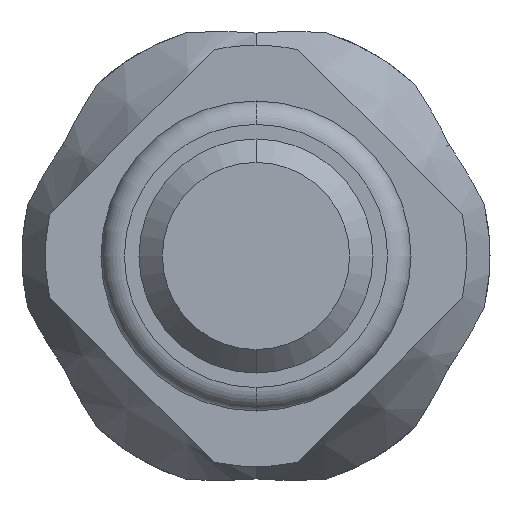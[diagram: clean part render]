
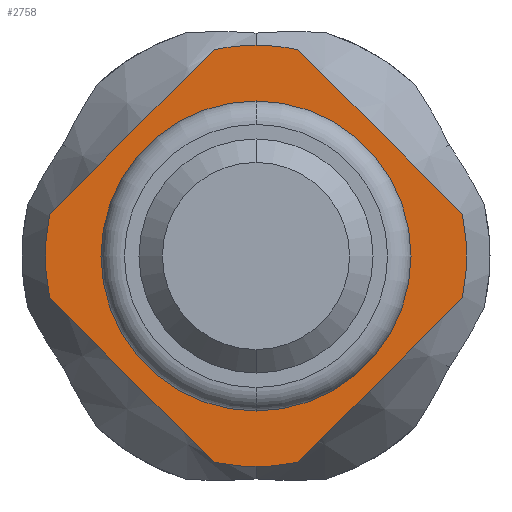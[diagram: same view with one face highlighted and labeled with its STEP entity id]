
A CAD part, front view. The second image highlights one B-rep face of the part: STEP entity #2758.
In plain terms, the highlighted planar face has unit normal (0, -1, 0).
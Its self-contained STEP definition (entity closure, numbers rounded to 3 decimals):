
#41 = CARTESIAN_POINT ( 'NONE',  ( -1.764, -2., -0.357 ) ) ;
#42 = DIRECTION ( 'NONE',  ( 0., 0., 1. ) ) ;
#65 = DIRECTION ( 'NONE',  ( 0., 0., 1. ) ) ;
#160 = CIRCLE ( 'NONE', #1087, 1.325 ) ;
#256 = CARTESIAN_POINT ( 'NONE',  ( 0., -2., 0. ) ) ;
#288 = EDGE_CURVE ( 'Defeature ausgef�hrt2_2+Defeature ausgef�hrt2_0+Defeature ausgef�hrt2_17+Defeature ausgef�hrt2_18', #512, #2893, #3064, .T. ) ;
#341 = CIRCLE ( 'NONE', #1741, 1.8 ) ;
#351 = DIRECTION ( 'NONE',  ( 0., 1., 0. ) ) ;
#364 = ORIENTED_EDGE ( 'NONE', *, *, #858, .F. ) ;
#402 = LINE ( 'NONE', #903, #3310 ) ;
#414 = CARTESIAN_POINT ( 'NONE',  ( 0.357, -2., -1.764 ) ) ;
#415 = CIRCLE ( 'NONE', #4169, 1.8 ) ;
#462 = EDGE_CURVE ( 'Defeature ausgef�hrt2_4+Defeature ausgef�hrt2_0+Defeature ausgef�hrt2_15+Defeature ausgef�hrt2_16', #1609, #3590, #3440, .T. ) ;
#512 = VERTEX_POINT ( 'NONE', #4953 ) ;
#552 = CARTESIAN_POINT ( 'NONE',  ( 0., -2., 0. ) ) ;
#569 = DIRECTION ( 'NONE',  ( 0., 0., 1. ) ) ;
#858 = EDGE_CURVE ( 'Defeature ausgef�hrt2_15+Defeature ausgef�hrt2_0+Defeature ausgef�hrt2_1+Defeature ausgef�hrt2_4', #4160, #1609, #5194, .T. ) ;
#903 = CARTESIAN_POINT ( 'NONE',  ( -0.161, -2., 1.961 ) ) ;
#933 = ORIENTED_EDGE ( 'NONE', *, *, #288, .F. ) ;
#973 = VERTEX_POINT ( 'NONE', #41 ) ;
#997 = VERTEX_POINT ( 'NONE', #4493 ) ;
#1042 = DIRECTION ( 'NONE',  ( 0., 1., 0. ) ) ;
#1087 = AXIS2_PLACEMENT_3D ( 'NONE', #552, #3369, #569 ) ;
#1099 = DIRECTION ( 'NONE',  ( 0., 0., 1. ) ) ;
#1129 = CARTESIAN_POINT ( 'NONE',  ( 0.357, -2., 1.764 ) ) ;
#1219 = ORIENTED_EDGE ( 'NONE', *, *, #5240, .F. ) ;
#1299 = FACE_BOUND ( 'NONE', #4765, .T. ) ;
#1331 = DIRECTION ( 'NONE',  ( 0., 1., 0. ) ) ;
#1542 = CARTESIAN_POINT ( 'NONE',  ( -1.764, -2., 0.357 ) ) ;
#1585 = CARTESIAN_POINT ( 'NONE',  ( 0., -2., 0. ) ) ;
#1609 = VERTEX_POINT ( 'NONE', #414 ) ;
#1620 = ORIENTED_EDGE ( 'NONE', *, *, #2285, .F. ) ;
#1708 = DIRECTION ( 'NONE',  ( 0., 1., 0. ) ) ;
#1741 = AXIS2_PLACEMENT_3D ( 'NONE', #256, #2658, #5134 ) ;
#1968 = DIRECTION ( 'NONE',  ( -0.707, 0., -0.707 ) ) ;
#1979 = DIRECTION ( 'NONE',  ( 0., 0., 1. ) ) ;
#1996 = ORIENTED_EDGE ( 'NONE', *, *, #5063, .F. ) ;
#2001 = VECTOR ( 'NONE', #1968, 1000. ) ;
#2018 = DIRECTION ( 'NONE',  ( 0., 1., 0. ) ) ;
#2043 = VECTOR ( 'NONE', #4172, 1000. ) ;
#2079 = ORIENTED_EDGE ( 'NONE', *, *, #2411, .T. ) ;
#2173 = EDGE_CURVE ( 'Defeature ausgef�hrt2_18+Defeature ausgef�hrt2_0+Defeature ausgef�hrt2_2+Defeature ausgef�hrt2_1', #4182, #997, #2516, .T. ) ;
#2285 = EDGE_CURVE ( 'Defeature ausgef�hrt2_1+Defeature ausgef�hrt2_0+Defeature ausgef�hrt2_18+Defeature ausgef�hrt2_15', #997, #4160, #415, .T. ) ;
#2359 = CARTESIAN_POINT ( 'NONE',  ( 0., -2., 1.325 ) ) ;
#2395 = VERTEX_POINT ( 'NONE', #3357 ) ;
#2408 = ORIENTED_EDGE ( 'NONE', *, *, #2173, .F. ) ;
#2411 = EDGE_CURVE ( 'Defeature ausgef�hrt2_0+Defeature ausgef�hrt2_12+Defeature ausgef�hrt2_12+Defeature ausgef�hrt2_12', #3281, #2395, #160, .T. ) ;
#2516 = LINE ( 'NONE', #4049, #3841 ) ;
#2609 = LINE ( 'NONE', #4097, #2043 ) ;
#2658 = DIRECTION ( 'NONE',  ( 0., 1., 0. ) ) ;
#2713 = CARTESIAN_POINT ( 'NONE',  ( 1.764, -2., -0.357 ) ) ;
#2743 = AXIS2_PLACEMENT_3D ( 'NONE', #1585, #351, #3207 ) ;
#2758 = ADVANCED_FACE ( 'Defeature ausgef�hrt2_0', ( #1299, #2868 ), #3332, .F. ) ;
#2761 = CARTESIAN_POINT ( 'NONE',  ( -0.357, -2., -1.764 ) ) ;
#2868 = FACE_OUTER_BOUND ( 'NONE', #3294, .T. ) ;
#2893 = VERTEX_POINT ( 'NONE', #3090 ) ;
#2920 = AXIS2_PLACEMENT_3D ( 'NONE', #3513, #1042, #1099 ) ;
#3017 = ORIENTED_EDGE ( 'NONE', *, *, #4691, .F. ) ;
#3064 = CIRCLE ( 'NONE', #2743, 1.8 ) ;
#3090 = CARTESIAN_POINT ( 'NONE',  ( 0., -2., 1.8 ) ) ;
#3170 = VERTEX_POINT ( 'NONE', #1542 ) ;
#3174 = EDGE_CURVE ( 'Defeature ausgef�hrt2_0+Defeature ausgef�hrt2_12+Defeature ausgef�hrt2_12+Defeature ausgef�hrt2_12', #2395, #3281, #4994, .T. ) ;
#3207 = DIRECTION ( 'NONE',  ( 0., 0., 1. ) ) ;
#3254 = ORIENTED_EDGE ( 'NONE', *, *, #462, .F. ) ;
#3281 = VERTEX_POINT ( 'NONE', #2359 ) ;
#3294 = EDGE_LOOP ( 'NONE', ( #2408, #5075, #933, #3017, #1219, #1996, #3254, #364, #1620 ) ) ;
#3310 = VECTOR ( 'NONE', #4536, 1000. ) ;
#3332 = PLANE ( 'NONE',  #4053 ) ;
#3357 = CARTESIAN_POINT ( 'NONE',  ( 0., -2., -1.325 ) ) ;
#3365 = CIRCLE ( 'NONE', #2920, 1.8 ) ;
#3369 = DIRECTION ( 'NONE',  ( 0., 1., 0. ) ) ;
#3440 = CIRCLE ( 'NONE', #4845, 1.8 ) ;
#3482 = AXIS2_PLACEMENT_3D ( 'NONE', #4456, #2018, #1979 ) ;
#3513 = CARTESIAN_POINT ( 'NONE',  ( 0., -2., 0. ) ) ;
#3545 = CARTESIAN_POINT ( 'NONE',  ( 1.961, -2., -0.161 ) ) ;
#3590 = VERTEX_POINT ( 'NONE', #2761 ) ;
#3678 = CARTESIAN_POINT ( 'NONE',  ( 0., -2., 0. ) ) ;
#3756 = CARTESIAN_POINT ( 'NONE',  ( 0., -2., 0. ) ) ;
#3764 = DIRECTION ( 'NONE',  ( 0., 0., 1. ) ) ;
#3841 = VECTOR ( 'NONE', #4474, 1000. ) ;
#4049 = CARTESIAN_POINT ( 'NONE',  ( 1.961, -2., 0.161 ) ) ;
#4053 = AXIS2_PLACEMENT_3D ( 'NONE', #4589, #1708, #3764 ) ;
#4076 = DIRECTION ( 'NONE',  ( 0., 1., 0. ) ) ;
#4097 = CARTESIAN_POINT ( 'NONE',  ( -0.161, -2., -1.961 ) ) ;
#4160 = VERTEX_POINT ( 'NONE', #2713 ) ;
#4169 = AXIS2_PLACEMENT_3D ( 'NONE', #3756, #1331, #42 ) ;
#4172 = DIRECTION ( 'NONE',  ( -0.707, 0., 0.707 ) ) ;
#4182 = VERTEX_POINT ( 'NONE', #1129 ) ;
#4456 = CARTESIAN_POINT ( 'NONE',  ( 0., -2., 0. ) ) ;
#4474 = DIRECTION ( 'NONE',  ( 0.707, 0., -0.707 ) ) ;
#4493 = CARTESIAN_POINT ( 'NONE',  ( 1.764, -2., 0.357 ) ) ;
#4536 = DIRECTION ( 'NONE',  ( 0.707, 0., 0.707 ) ) ;
#4589 = CARTESIAN_POINT ( 'NONE',  ( 1.8, -2., 0. ) ) ;
#4691 = EDGE_CURVE ( 'Defeature ausgef�hrt2_17+Defeature ausgef�hrt2_0+Defeature ausgef�hrt2_3+Defeature ausgef�hrt2_2', #3170, #512, #402, .T. ) ;
#4765 = EDGE_LOOP ( 'NONE', ( #2079, #5104 ) ) ;
#4845 = AXIS2_PLACEMENT_3D ( 'NONE', #3678, #4076, #65 ) ;
#4953 = CARTESIAN_POINT ( 'NONE',  ( -0.357, -2., 1.764 ) ) ;
#4994 = CIRCLE ( 'NONE', #3482, 1.325 ) ;
#5063 = EDGE_CURVE ( 'Defeature ausgef�hrt2_16+Defeature ausgef�hrt2_0+Defeature ausgef�hrt2_4+Defeature ausgef�hrt2_3', #3590, #973, #2609, .T. ) ;
#5075 = ORIENTED_EDGE ( 'NONE', *, *, #5219, .F. ) ;
#5104 = ORIENTED_EDGE ( 'NONE', *, *, #3174, .T. ) ;
#5134 = DIRECTION ( 'NONE',  ( 0., 0., 1. ) ) ;
#5194 = LINE ( 'NONE', #3545, #2001 ) ;
#5219 = EDGE_CURVE ( 'Defeature ausgef�hrt2_2+Defeature ausgef�hrt2_0+Defeature ausgef�hrt2_17+Defeature ausgef�hrt2_18', #2893, #4182, #3365, .T. ) ;
#5240 = EDGE_CURVE ( 'Defeature ausgef�hrt2_3+Defeature ausgef�hrt2_0+Defeature ausgef�hrt2_16+Defeature ausgef�hrt2_17', #973, #3170, #341, .T. ) ;
